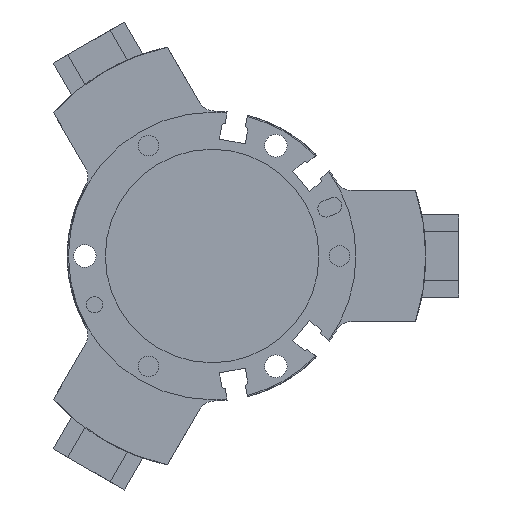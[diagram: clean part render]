
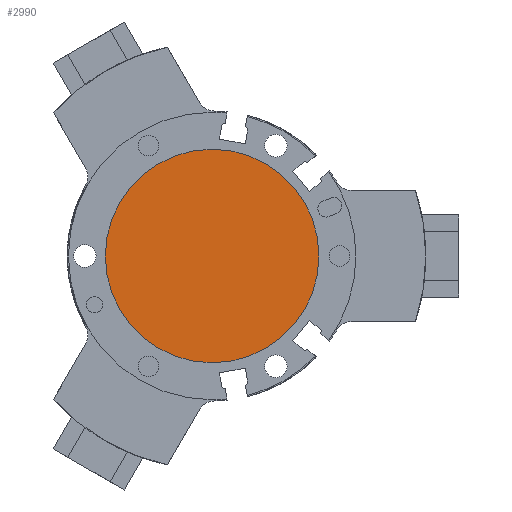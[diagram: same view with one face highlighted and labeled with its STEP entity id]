
A CAD part, left-side view. The second image highlights one B-rep face of the part: STEP entity #2990.
In plain terms, the highlighted face is planar.
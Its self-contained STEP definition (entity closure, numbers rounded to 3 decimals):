
#141 = VERTEX_POINT ( 'NONE', #522 ) ;
#186 = DIRECTION ( 'NONE',  ( -1., 0., 0. ) ) ;
#199 = DIRECTION ( 'NONE',  ( 0., 0., 1. ) ) ;
#379 = CARTESIAN_POINT ( 'NONE',  ( -2., 0., 0. ) ) ;
#522 = CARTESIAN_POINT ( 'NONE',  ( -2., 0., -26. ) ) ;
#591 = FACE_OUTER_BOUND ( 'NONE', #3367, .T. ) ;
#1173 = CARTESIAN_POINT ( 'NONE',  ( -2., 0., 26. ) ) ;
#1464 = CARTESIAN_POINT ( 'NONE',  ( -2., 0., 0. ) ) ;
#1475 = DIRECTION ( 'NONE',  ( -1., 0., 0. ) ) ;
#1477 = DIRECTION ( 'NONE',  ( 0., 0., 1. ) ) ;
#1760 = AXIS2_PLACEMENT_3D ( 'NONE', #379, #186, #199 ) ;
#1781 = AXIS2_PLACEMENT_3D ( 'NONE', #5268, #5292, #5280 ) ;
#1870 = CIRCLE ( 'NONE', #1760, 26. ) ;
#2756 = EDGE_CURVE ( 'NONE', #141, #5506, #4917, .T. ) ;
#2955 = EDGE_CURVE ( 'NONE', #5506, #141, #1870, .T. ) ;
#2990 = ADVANCED_FACE ( 'NONE', ( #591 ), #5328, .F. ) ;
#3367 = EDGE_LOOP ( 'NONE', ( #4859, #4828 ) ) ;
#4828 = ORIENTED_EDGE ( 'NONE', *, *, #2756, .F. ) ;
#4859 = ORIENTED_EDGE ( 'NONE', *, *, #2955, .F. ) ;
#4917 = CIRCLE ( 'NONE', #5124, 26. ) ;
#5124 = AXIS2_PLACEMENT_3D ( 'NONE', #1464, #1475, #1477 ) ;
#5268 = CARTESIAN_POINT ( 'NONE',  ( -2., 0., 0. ) ) ;
#5280 = DIRECTION ( 'NONE',  ( 0., 0., 1. ) ) ;
#5292 = DIRECTION ( 'NONE',  ( -1., 0., 0. ) ) ;
#5328 = PLANE ( 'NONE',  #1781 ) ;
#5506 = VERTEX_POINT ( 'NONE', #1173 ) ;
